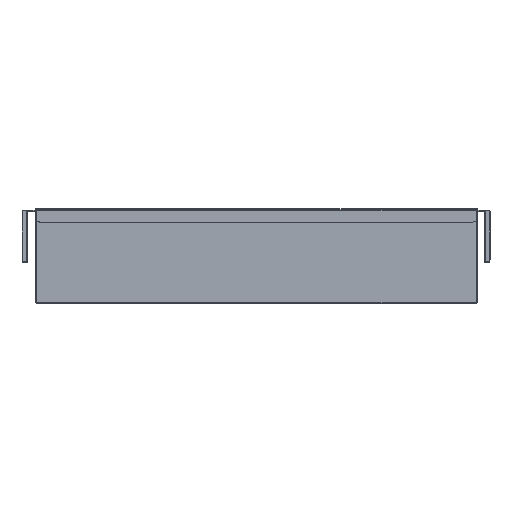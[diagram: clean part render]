
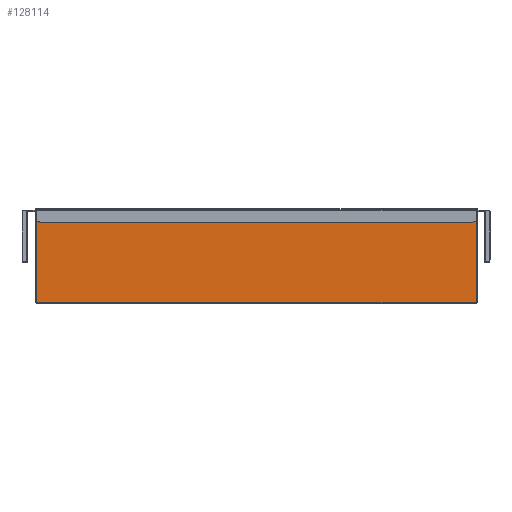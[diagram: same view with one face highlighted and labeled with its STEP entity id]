
A CAD part, left-side view. The second image highlights one B-rep face of the part: STEP entity #128114.
In plain terms, the highlighted face is planar.
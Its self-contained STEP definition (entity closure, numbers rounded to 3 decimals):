
#127705=CARTESIAN_POINT('',(263.5,0.,53.5));
#127706=DIRECTION('',(0.,1.,0.));
#127707=DIRECTION('',(0.,0.,1.));
#127708=AXIS2_PLACEMENT_3D('',#127705,#127706,#127707);
#127710=CARTESIAN_POINT('',(263.5,0.,-53.5));
#127711=DIRECTION('',(0.,1.,0.));
#127712=DIRECTION('',(1.,0.,0.));
#127713=AXIS2_PLACEMENT_3D('',#127710,#127711,#127712);
#127715=CARTESIAN_POINT('',(-263.5,0.,-53.5));
#127716=DIRECTION('',(0.,1.,0.));
#127717=DIRECTION('',(0.,0.,-1.));
#127718=AXIS2_PLACEMENT_3D('',#127715,#127716,#127717);
#127720=CARTESIAN_POINT('',(-263.5,0.,53.5));
#127721=DIRECTION('',(0.,1.,0.));
#127722=DIRECTION('',(-1.,0.,0.));
#127723=AXIS2_PLACEMENT_3D('',#127720,#127721,#127722);
#127740=DIRECTION('',(-1.,0.,0.));
#127741=VECTOR('',#127740,527.);
#127742=CARTESIAN_POINT('',(263.5,0.,55.5));
#127743=LINE('',#127742,#127741);
#127763=DIRECTION('',(0.,0.,-1.));
#127764=VECTOR('',#127763,107.);
#127765=CARTESIAN_POINT('',(-265.5,0.,53.5));
#127766=LINE('',#127765,#127764);
#127786=DIRECTION('',(1.,0.,0.));
#127787=VECTOR('',#127786,527.);
#127788=CARTESIAN_POINT('',(-263.5,0.,-55.5));
#127789=LINE('',#127788,#127787);
#127809=DIRECTION('',(0.,0.,1.));
#127810=VECTOR('',#127809,107.);
#127811=CARTESIAN_POINT('',(265.5,0.,-53.5));
#127812=LINE('',#127811,#127810);
#128011=CARTESIAN_POINT('',(263.5,0.,55.5));
#128012=CARTESIAN_POINT('',(265.5,0.,53.5));
#128013=VERTEX_POINT('',#128011);
#128014=VERTEX_POINT('',#128012);
#128015=CARTESIAN_POINT('',(265.5,0.,-53.5));
#128016=VERTEX_POINT('',#128015);
#128017=CARTESIAN_POINT('',(263.5,0.,-55.5));
#128018=VERTEX_POINT('',#128017);
#128019=CARTESIAN_POINT('',(-263.5,0.,-55.5));
#128020=VERTEX_POINT('',#128019);
#128021=CARTESIAN_POINT('',(-265.5,0.,-53.5));
#128022=VERTEX_POINT('',#128021);
#128023=CARTESIAN_POINT('',(-265.5,0.,53.5));
#128024=VERTEX_POINT('',#128023);
#128025=CARTESIAN_POINT('',(-263.5,0.,55.5));
#128026=VERTEX_POINT('',#128025);
#128091=CARTESIAN_POINT('',(0.,0.,0.));
#128092=DIRECTION('',(0.,1.,0.));
#128093=DIRECTION('',(1.,0.,0.));
#128094=AXIS2_PLACEMENT_3D('',#128091,#128092,#128093);
#128095=PLANE('',#128094);
#128097=ORIENTED_EDGE('',*,*,#128096,.T.);
#128099=ORIENTED_EDGE('',*,*,#128098,.F.);
#128101=ORIENTED_EDGE('',*,*,#128100,.T.);
#128103=ORIENTED_EDGE('',*,*,#128102,.F.);
#128105=ORIENTED_EDGE('',*,*,#128104,.T.);
#128107=ORIENTED_EDGE('',*,*,#128106,.F.);
#128109=ORIENTED_EDGE('',*,*,#128108,.T.);
#128111=ORIENTED_EDGE('',*,*,#128110,.F.);
#128112=EDGE_LOOP('',(#128097,#128099,#128101,#128103,#128105,#128107,#128109,
#128111));
#128113=FACE_OUTER_BOUND('',#128112,.F.);
#127709=CIRCLE('',#127708,2.);
#127714=CIRCLE('',#127713,2.);
#127719=CIRCLE('',#127718,2.);
#127724=CIRCLE('',#127723,2.);
#128096=EDGE_CURVE('',#128013,#128014,#127709,.T.);
#128098=EDGE_CURVE('',#128016,#128014,#127812,.T.);
#128100=EDGE_CURVE('',#128016,#128018,#127714,.T.);
#128102=EDGE_CURVE('',#128020,#128018,#127789,.T.);
#128104=EDGE_CURVE('',#128020,#128022,#127719,.T.);
#128106=EDGE_CURVE('',#128024,#128022,#127766,.T.);
#128108=EDGE_CURVE('',#128024,#128026,#127724,.T.);
#128110=EDGE_CURVE('',#128013,#128026,#127743,.T.);
#128114=ADVANCED_FACE('',(#128113),#128095,.F.);
